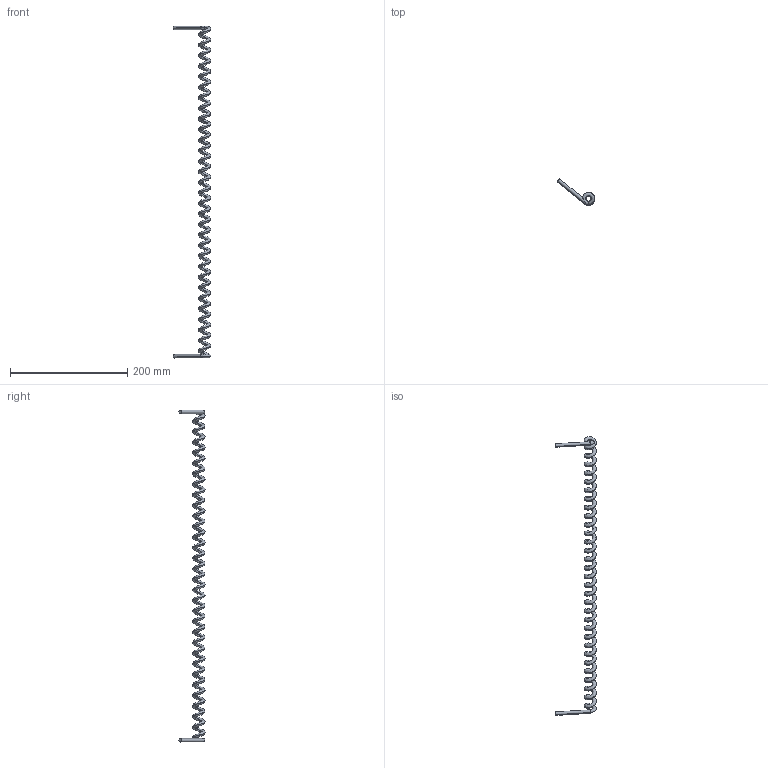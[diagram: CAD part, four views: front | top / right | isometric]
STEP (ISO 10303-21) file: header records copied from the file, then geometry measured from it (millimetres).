
FILE_DESCRIPTION (( 'STEP AP214' ), '1' );
FILE_NAME ('6890055', '2019-01-31T12:11:32', ( '' ), ('JUGARD+KÜNSTNER GmbH'), 'SwSTEP 2.0', 'SolidWorks 2017', '' );
FILE_SCHEMA (( 'AUTOMOTIVE_DESIGN' ));
Length unit declared in the file: millimetre
Products named in the file (1): 6890055_CNAJF00
Bounding box: 63.78 x 44.35 x 566.08 mm (x, y, z)
Surface area: 32666.7 mm2 (no closed solid volume)
Topology: 0 solids, 1 shells, 12 faces, 28 edges, 17 vertices
Faces by surface type: plane 6, cylinder 4, bspline 2
Entity records: 11815 total; most frequent: CARTESIAN_POINT 11546, ORIENTED_EDGE 53, DIRECTION 44, EDGE_CURVE 28, AXIS2_PLACEMENT_3D 20, VERTEX_POINT 17, B_SPLINE_CURVE_WITH_KNOTS 15, EDGE_LOOP 12
